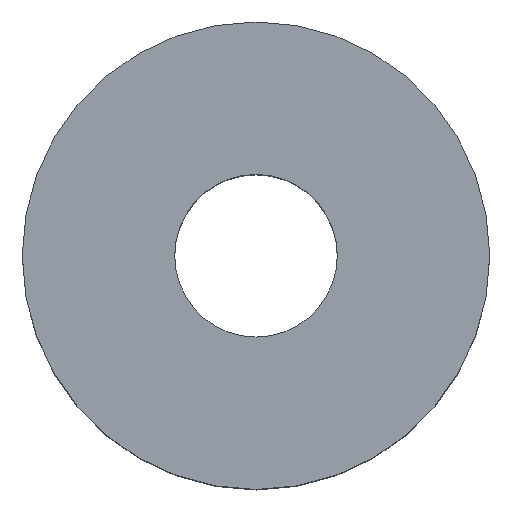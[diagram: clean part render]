
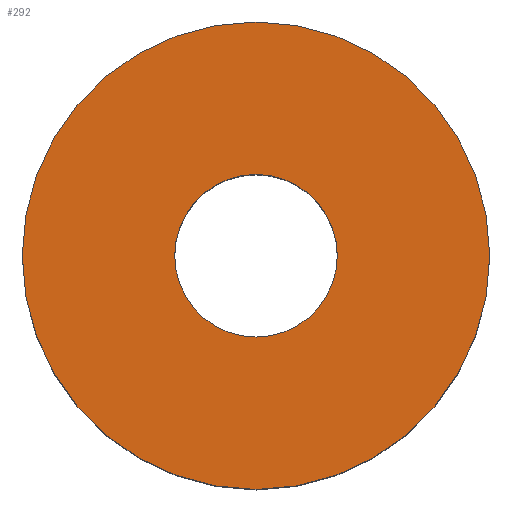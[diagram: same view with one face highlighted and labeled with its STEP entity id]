
A CAD part, top view. The second image highlights one B-rep face of the part: STEP entity #292.
In plain terms, the highlighted planar face has unit normal (0, 0, 1).
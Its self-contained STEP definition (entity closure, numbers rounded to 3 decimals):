
#8 = AXIS2_PLACEMENT_3D ( 'NONE', #124, #42, #284 ) ;
#13 = CARTESIAN_POINT ( 'NONE',  ( 0., 0., 7.5 ) ) ;
#20 = EDGE_LOOP ( 'NONE', ( #33, #285 ) ) ;
#28 = VERTEX_POINT ( 'NONE', #228 ) ;
#30 = ORIENTED_EDGE ( 'NONE', *, *, #319, .F. ) ;
#32 = DIRECTION ( 'NONE',  ( 0., 0., 1. ) ) ;
#33 = ORIENTED_EDGE ( 'NONE', *, *, #222, .T. ) ;
#42 = DIRECTION ( 'NONE',  ( 0., 0., 1. ) ) ;
#68 = EDGE_CURVE ( 'NONE', #105, #242, #117, .T. ) ;
#72 = CIRCLE ( 'NONE', #252, 11.5 ) ;
#79 = CIRCLE ( 'NONE', #184, 4. ) ;
#91 = DIRECTION ( 'NONE',  ( 1., 0., 0. ) ) ;
#96 = PLANE ( 'NONE',  #8 ) ;
#105 = VERTEX_POINT ( 'NONE', #395 ) ;
#117 = CIRCLE ( 'NONE', #267, 11.5 ) ;
#124 = CARTESIAN_POINT ( 'NONE',  ( 0., 0., 7.5 ) ) ;
#127 = FACE_BOUND ( 'NONE', #309, .T. ) ;
#135 = CARTESIAN_POINT ( 'NONE',  ( 0., 0., 7.5 ) ) ;
#144 = CARTESIAN_POINT ( 'NONE',  ( -11.5, 0., 7.5 ) ) ;
#156 = FACE_OUTER_BOUND ( 'NONE', #20, .T. ) ;
#162 = EDGE_CURVE ( 'NONE', #315, #28, #311, .T. ) ;
#176 = CARTESIAN_POINT ( 'NONE',  ( 0., 0., 7.5 ) ) ;
#184 = AXIS2_PLACEMENT_3D ( 'NONE', #13, #339, #219 ) ;
#197 = ORIENTED_EDGE ( 'NONE', *, *, #162, .F. ) ;
#200 = DIRECTION ( 'NONE',  ( 0., 0., 1. ) ) ;
#206 = AXIS2_PLACEMENT_3D ( 'NONE', #238, #32, #273 ) ;
#219 = DIRECTION ( 'NONE',  ( 1., 0., 0. ) ) ;
#222 = EDGE_CURVE ( 'NONE', #242, #105, #72, .T. ) ;
#228 = CARTESIAN_POINT ( 'NONE',  ( 4., 0., 7.5 ) ) ;
#238 = CARTESIAN_POINT ( 'NONE',  ( 0., 0., 7.5 ) ) ;
#242 = VERTEX_POINT ( 'NONE', #144 ) ;
#252 = AXIS2_PLACEMENT_3D ( 'NONE', #176, #368, #91 ) ;
#267 = AXIS2_PLACEMENT_3D ( 'NONE', #135, #200, #326 ) ;
#273 = DIRECTION ( 'NONE',  ( 1., 0., 0. ) ) ;
#281 = CARTESIAN_POINT ( 'NONE',  ( -4., 0., 7.5 ) ) ;
#284 = DIRECTION ( 'NONE',  ( 1., 0., 0. ) ) ;
#285 = ORIENTED_EDGE ( 'NONE', *, *, #68, .T. ) ;
#292 = ADVANCED_FACE ( 'NONE', ( #156, #127 ), #96, .T. ) ;
#309 = EDGE_LOOP ( 'NONE', ( #197, #30 ) ) ;
#311 = CIRCLE ( 'NONE', #206, 4. ) ;
#315 = VERTEX_POINT ( 'NONE', #281 ) ;
#319 = EDGE_CURVE ( 'NONE', #28, #315, #79, .T. ) ;
#326 = DIRECTION ( 'NONE',  ( 1., 0., 0. ) ) ;
#339 = DIRECTION ( 'NONE',  ( 0., 0., 1. ) ) ;
#368 = DIRECTION ( 'NONE',  ( 0., 0., 1. ) ) ;
#395 = CARTESIAN_POINT ( 'NONE',  ( 11.5, 0., 7.5 ) ) ;
